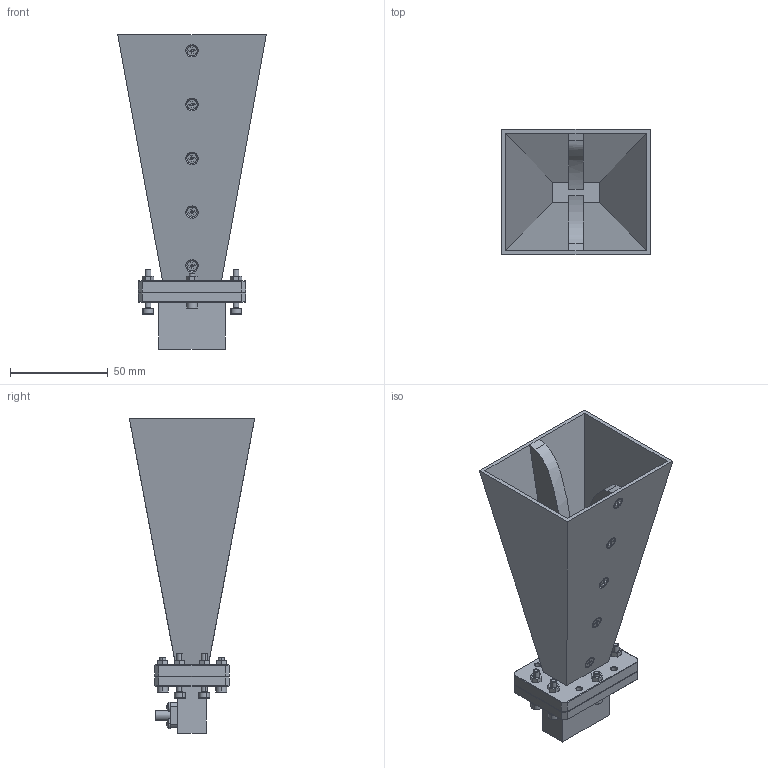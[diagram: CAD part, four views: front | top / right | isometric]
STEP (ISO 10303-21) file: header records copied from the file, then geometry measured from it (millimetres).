
FILE_DESCRIPTION (( 'STEP AP214' ), '1' );
FILE_NAME ('FMWAN1158_3D.step', '2023-07-25T16:59:39', ( '' ), ( '' ), 'SwSTEP 2.0', 'SolidWorks 2022', '' );
FILE_SCHEMA (( 'AUTOMOTIVE_DESIGN' ));
Length unit declared in the file: inch
Products named in the file (22): 1158 3D drawing27^1158 3D drawing_FMWAN1158; 1158 3D drawing40^1158 3D drawing_FMWAN1158; Copy of 1158 3D drawing13^FMWAN1158; 1158 3D drawing17^1158 3D drawing_FMWAN1158; 1158 3D drawing43^1158 3D drawing_FMWAN1158; 1158 3D drawing21^1158 3D drawing_FMWAN1158; FMWAN1158_3D; Copy of 1158 3D drawing39^FMWAN1158; 1158 3D drawing44^1158 3D drawing_FMWAN1158; 1158 3D drawing^FMWAN1158; 1158 3D drawing37^1158 3D drawing_FMWAN1158; 1158 3D drawing9^1158 3D drawing_FMWAN1158; hardware1^1158 3D drawing_FMWAN1158; 1158 3D drawing12^1158 3D drawing_FMWAN1158; 1158 3D drawing38^1158 3D drawing_FMWAN1158; hardware2^1158 3D drawing_FMWAN1158; 1158 3D drawing33^1158 3D drawing_FMWAN1158; 1158 3D drawing26^1158 3D drawing_FMWAN1158; Copy of GB__T70__1-2000________________M3__20^FMWAN1158; 1158 3D drawing19^1158 3D drawing_FMWAN1158; 1158 3D drawing23^1158 3D drawing_FMWAN1158; 1158 3D drawing14^1158 3D drawing_FMWAN1158
Assembly tree (34 placements, depth 3):
  FMWAN1158_3D
    1158 3D drawing^FMWAN1158
      1158 3D drawing9^1158 3D drawing_FMWAN1158
      1158 3D drawing12^1158 3D drawing_FMWAN1158
      1158 3D drawing14^1158 3D drawing_FMWAN1158
      1158 3D drawing17^1158 3D drawing_FMWAN1158
      1158 3D drawing19^1158 3D drawing_FMWAN1158
      1158 3D drawing21^1158 3D drawing_FMWAN1158
      1158 3D drawing23^1158 3D drawing_FMWAN1158
      1158 3D drawing26^1158 3D drawing_FMWAN1158
      1158 3D drawing27^1158 3D drawing_FMWAN1158
      1158 3D drawing33^1158 3D drawing_FMWAN1158
      1158 3D drawing37^1158 3D drawing_FMWAN1158
      1158 3D drawing38^1158 3D drawing_FMWAN1158
      1158 3D drawing40^1158 3D drawing_FMWAN1158
      1158 3D drawing43^1158 3D drawing_FMWAN1158
      1158 3D drawing44^1158 3D drawing_FMWAN1158
      hardware1^1158 3D drawing_FMWAN1158  x2
      hardware2^1158 3D drawing_FMWAN1158  x4
    Copy of 1158 3D drawing39^FMWAN1158  x6
    Copy of 1158 3D drawing13^FMWAN1158  x2
    Copy of GB__T70__1-2000________________M3__20^FMWAN1158  x4
Bounding box: 76.07 x 64.07 x 161 mm (x, y, z)
Volume: 101548.6 mm3; surface area: 67205 mm2
Topology: 33 solids, 34 shells, 1163 faces, 2704 edges, 1662 vertices
Faces by surface type: plane 525, cylinder 308, cone 288, torus 32, sphere 8, bspline 2
Entity records: 24944 total; most frequent: DIRECTION 4402, CARTESIAN_POINT 4191, ORIENTED_EDGE 3856, EDGE_CURVE 1928, AXIS2_PLACEMENT_3D 1613, VERTEX_POINT 1178, VECTOR 1176, LINE 1176
